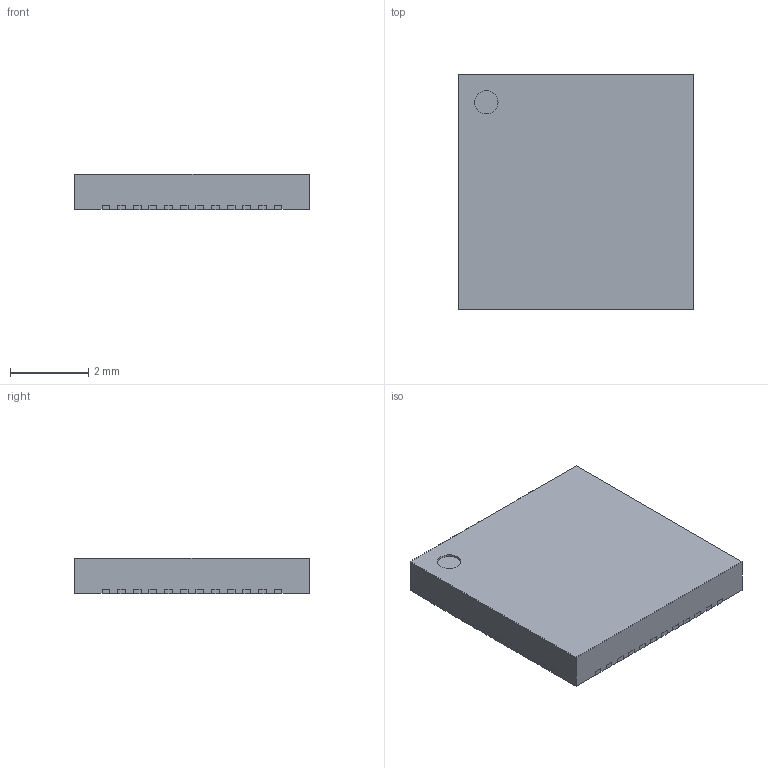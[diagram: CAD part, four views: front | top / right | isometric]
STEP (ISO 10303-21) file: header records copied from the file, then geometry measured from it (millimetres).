
FILE_DESCRIPTION (( 'STEP AP214' ), '1' );
FILE_NAME ('1846B033-397D-430C-9B35-FE40BF7B7864.STEP', '2022-10-01T22:41:56', ( '' ), ( '' ), 'SwSTEP 2.0', 'SolidWorks 2022', '' );
FILE_SCHEMA (( 'AUTOMOTIVE_DESIGN' ));
Length unit declared in the file: millimetre
Products named in the file (1): 1846B033-397D-430C-9B35-FE40BF7B7864
Bounding box: 6 x 6 x 0.91 mm (x, y, z)
Volume: 32.6 mm3; surface area: 149 mm2
Topology: 50 solids, 50 shells, 526 faces, 1272 edges, 848 vertices
Faces by surface type: plane 404, cylinder 122
Entity records: 19211 total; most frequent: CARTESIAN_POINT 2647, DIRECTION 2570, ORIENTED_EDGE 2544, EDGE_CURVE 1272, LINE 1028, VECTOR 1028, VERTEX_POINT 848, AXIS2_PLACEMENT_3D 771
